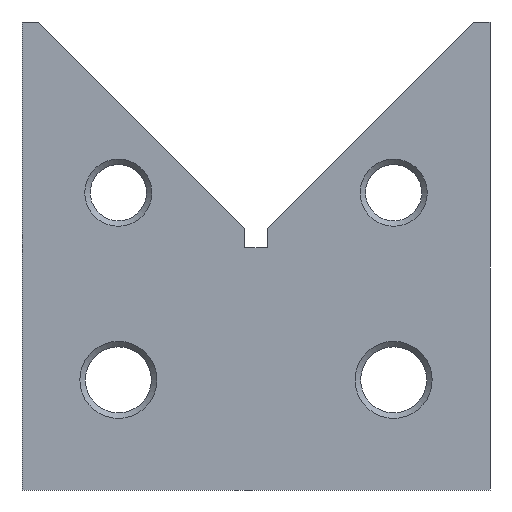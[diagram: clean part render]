
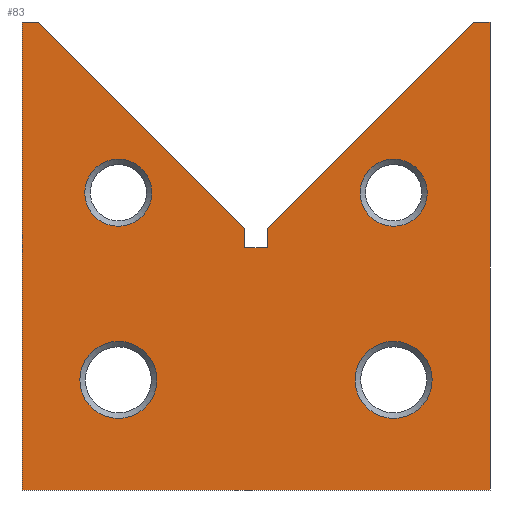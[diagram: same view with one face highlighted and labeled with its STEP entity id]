
A CAD part, left-side view. The second image highlights one B-rep face of the part: STEP entity #83.
In plain terms, the highlighted planar face has unit normal (-1, 0, 0).
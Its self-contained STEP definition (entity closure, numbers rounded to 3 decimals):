
#83 = ADVANCED_FACE( '', ( #128, #129, #130, #131, #132 ), #133, .F. );
#128 = FACE_BOUND( '', #214, .T. );
#129 = FACE_BOUND( '', #215, .T. );
#130 = FACE_BOUND( '', #216, .T. );
#131 = FACE_BOUND( '', #217, .T. );
#132 = FACE_OUTER_BOUND( '', #218, .T. );
#133 = PLANE( '', #219 );
#214 = EDGE_LOOP( '', ( #340 ) );
#215 = EDGE_LOOP( '', ( #341 ) );
#216 = EDGE_LOOP( '', ( #342 ) );
#217 = EDGE_LOOP( '', ( #343 ) );
#218 = EDGE_LOOP( '', ( #344, #345, #346, #347, #348, #349, #350, #351, #352, #353 ) );
#219 = AXIS2_PLACEMENT_3D( '', #354, #355, #356 );
#340 = ORIENTED_EDGE( '', *, *, #520, .T. );
#341 = ORIENTED_EDGE( '', *, *, #516, .T. );
#342 = ORIENTED_EDGE( '', *, *, #521, .T. );
#343 = ORIENTED_EDGE( '', *, *, #522, .T. );
#344 = ORIENTED_EDGE( '', *, *, #523, .T. );
#345 = ORIENTED_EDGE( '', *, *, #524, .T. );
#346 = ORIENTED_EDGE( '', *, *, #492, .F. );
#347 = ORIENTED_EDGE( '', *, *, #525, .F. );
#348 = ORIENTED_EDGE( '', *, *, #518, .F. );
#349 = ORIENTED_EDGE( '', *, *, #507, .F. );
#350 = ORIENTED_EDGE( '', *, *, #513, .F. );
#351 = ORIENTED_EDGE( '', *, *, #526, .T. );
#352 = ORIENTED_EDGE( '', *, *, #527, .T. );
#353 = ORIENTED_EDGE( '', *, *, #528, .T. );
#354 = CARTESIAN_POINT( '', ( -30., -42.5, -42.5 ) );
#355 = DIRECTION( '', ( 1., 0., 0. ) );
#356 = DIRECTION( '', ( 0., 1., 0. ) );
#492 = EDGE_CURVE( '', #552, #554, #555, .T. );
#507 = EDGE_CURVE( '', #580, #582, #583, .T. );
#513 = EDGE_CURVE( '', #591, #580, #593, .T. );
#516 = EDGE_CURVE( '', #598, #598, #599, .T. );
#518 = EDGE_CURVE( '', #582, #602, #603, .T. );
#520 = EDGE_CURVE( '', #605, #605, #606, .T. );
#521 = EDGE_CURVE( '', #607, #607, #608, .T. );
#522 = EDGE_CURVE( '', #609, #609, #610, .T. );
#523 = EDGE_CURVE( '', #611, #612, #613, .T. );
#524 = EDGE_CURVE( '', #612, #554, #614, .T. );
#525 = EDGE_CURVE( '', #602, #552, #615, .T. );
#526 = EDGE_CURVE( '', #591, #616, #617, .T. );
#527 = EDGE_CURVE( '', #616, #618, #619, .T. );
#528 = EDGE_CURVE( '', #618, #611, #620, .T. );
#552 = VERTEX_POINT( '', #658 );
#554 = VERTEX_POINT( '', #661 );
#555 = LINE( '', #662, #663 );
#580 = VERTEX_POINT( '', #698 );
#582 = VERTEX_POINT( '', #701 );
#583 = LINE( '', #702, #703 );
#591 = VERTEX_POINT( '', #714 );
#593 = LINE( '', #717, #718 );
#598 = VERTEX_POINT( '', #723 );
#599 = CIRCLE( '', #724, 6.1 );
#602 = VERTEX_POINT( '', #728 );
#603 = LINE( '', #729, #730 );
#605 = VERTEX_POINT( '', #733 );
#606 = CIRCLE( '', #734, 6.1 );
#607 = VERTEX_POINT( '', #735 );
#608 = CIRCLE( '', #736, 7. );
#609 = VERTEX_POINT( '', #737 );
#610 = CIRCLE( '', #738, 7. );
#611 = VERTEX_POINT( '', #739 );
#612 = VERTEX_POINT( '', #740 );
#613 = LINE( '', #741, #742 );
#614 = LINE( '', #743, #744 );
#615 = LINE( '', #745, #746 );
#616 = VERTEX_POINT( '', #747 );
#617 = LINE( '', #748, #749 );
#618 = VERTEX_POINT( '', #750 );
#619 = LINE( '', #751, #752 );
#620 = LINE( '', #753, #754 );
#658 = CARTESIAN_POINT( '', ( -30., 42.5, 42.5 ) );
#661 = CARTESIAN_POINT( '', ( -30., 39.5, 42.5 ) );
#662 = CARTESIAN_POINT( '', ( -30., 42.5, 42.5 ) );
#663 = VECTOR( '', #798, 1000. );
#698 = CARTESIAN_POINT( '', ( -30., -42.5, 42.5 ) );
#701 = CARTESIAN_POINT( '', ( -30., -42.5, -42.5 ) );
#702 = CARTESIAN_POINT( '', ( -30., -42.5, 42.5 ) );
#703 = VECTOR( '', #819, 1000. );
#714 = CARTESIAN_POINT( '', ( -30., -39.5, 42.5 ) );
#717 = CARTESIAN_POINT( '', ( -30., 42.5, 42.5 ) );
#718 = VECTOR( '', #827, 1000. );
#723 = CARTESIAN_POINT( '', ( -30., -18.9, 11.5 ) );
#724 = AXIS2_PLACEMENT_3D( '', #834, #835, #836 );
#728 = CARTESIAN_POINT( '', ( -30., 42.5, -42.5 ) );
#729 = CARTESIAN_POINT( '', ( -30., -42.5, -42.5 ) );
#730 = VECTOR( '', #838, 1000. );
#733 = CARTESIAN_POINT( '', ( -30., 31.1, 11.5 ) );
#734 = AXIS2_PLACEMENT_3D( '', #840, #841, #842 );
#735 = CARTESIAN_POINT( '', ( -30., -18., -22.5 ) );
#736 = AXIS2_PLACEMENT_3D( '', #843, #844, #845 );
#737 = CARTESIAN_POINT( '', ( -30., 32., -22.5 ) );
#738 = AXIS2_PLACEMENT_3D( '', #846, #847, #848 );
#739 = CARTESIAN_POINT( '', ( -30., 2., 1.5 ) );
#740 = CARTESIAN_POINT( '', ( -30., 2., 5. ) );
#741 = CARTESIAN_POINT( '', ( -30., 2., 1.5 ) );
#742 = VECTOR( '', #849, 1000. );
#743 = CARTESIAN_POINT( '', ( -30., 2., 5. ) );
#744 = VECTOR( '', #850, 1000. );
#745 = CARTESIAN_POINT( '', ( -30., 42.5, -42.5 ) );
#746 = VECTOR( '', #851, 1000. );
#747 = CARTESIAN_POINT( '', ( -30., -2., 5. ) );
#748 = CARTESIAN_POINT( '', ( -30., -39.5, 42.5 ) );
#749 = VECTOR( '', #852, 1000. );
#750 = CARTESIAN_POINT( '', ( -30., -2., 1.5 ) );
#751 = CARTESIAN_POINT( '', ( -30., -2., 5. ) );
#752 = VECTOR( '', #853, 1000. );
#753 = CARTESIAN_POINT( '', ( -30., -2., 1.5 ) );
#754 = VECTOR( '', #854, 1000. );
#798 = DIRECTION( '', ( 0., -1., 0. ) );
#819 = DIRECTION( '', ( 0., 0., -1. ) );
#827 = DIRECTION( '', ( 0., -1., 0. ) );
#834 = CARTESIAN_POINT( '', ( -30., -25., 11.5 ) );
#835 = DIRECTION( '', ( 1., 0., 0. ) );
#836 = DIRECTION( '', ( 0., 1., 0. ) );
#838 = DIRECTION( '', ( 0., 1., 0. ) );
#840 = CARTESIAN_POINT( '', ( -30., 25., 11.5 ) );
#841 = DIRECTION( '', ( 1., 0., 0. ) );
#842 = DIRECTION( '', ( 0., 1., 0. ) );
#843 = CARTESIAN_POINT( '', ( -30., -25., -22.5 ) );
#844 = DIRECTION( '', ( 1., 0., 0. ) );
#845 = DIRECTION( '', ( 0., 1., 0. ) );
#846 = CARTESIAN_POINT( '', ( -30., 25., -22.5 ) );
#847 = DIRECTION( '', ( 1., 0., 0. ) );
#848 = DIRECTION( '', ( 0., 1., 0. ) );
#849 = DIRECTION( '', ( 0., 0., 1. ) );
#850 = DIRECTION( '', ( 0., 0.707, 0.707 ) );
#851 = DIRECTION( '', ( 0., 0., 1. ) );
#852 = DIRECTION( '', ( 0., 0.707, -0.707 ) );
#853 = DIRECTION( '', ( 0., 0., -1. ) );
#854 = DIRECTION( '', ( 0., 1., 0. ) );
